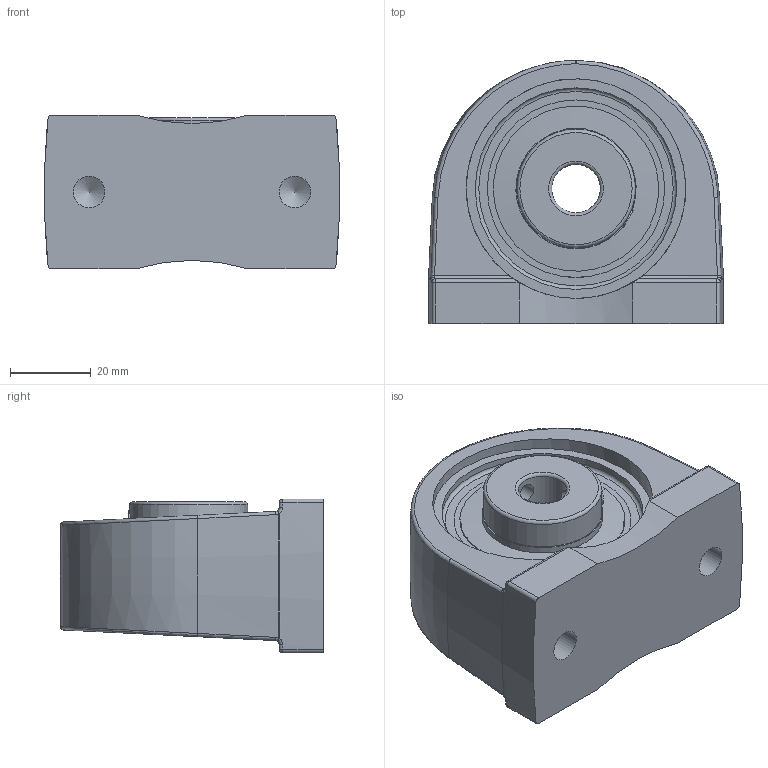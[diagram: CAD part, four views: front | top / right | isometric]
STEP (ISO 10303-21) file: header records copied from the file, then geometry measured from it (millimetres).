
FILE_DESCRIPTION(/* description */ ('Alibre Inc.'),/* implementation_level */ '2;1');
FILE_NAME(/* name */ 'export-CF5CDE33-10E2-4D92-816A-9AD0C864DB77',/* time_stamp */ '2020-05-18T14:38:40-07:00',/* author */ (''),/* organization */ (''),/* preprocessor_version */ 'ST-DEVELOPER v17',/* originating_system */ 'Alibre',/* authorisation */ '');
FILE_SCHEMA (('CONFIG_CONTROL_DESIGN'));
Length unit declared in the file: inch
Bounding box: 72.85 x 65 x 38 mm (x, y, z)
Volume: 95473.9 mm3; surface area: 33643.4 mm2
Topology: 15 solids, 15 shells, 170 faces, 406 edges, 242 vertices
Faces by surface type: cylinder 47, plane 47, bspline 25, sphere 22, torus 19, cone 10
Full cylindrical faces by diameter (mm): 4.917 x4, 7.798 x2, 12 x1, 29.21 x4, 29.718 x2, 40 x2, 40.792 x2, 49.784 x2, 54.25 x1
Entity records: 8127 total; most frequent: CARTESIAN_POINT 4381, ORIENTED_EDGE 582, DIRECTION 568, EDGE_CURVE 291, AXIS2_PLACEMENT_3D 271, VERTEX_POINT 198, FACE_BOUND 197, EDGE_LOOP 187
